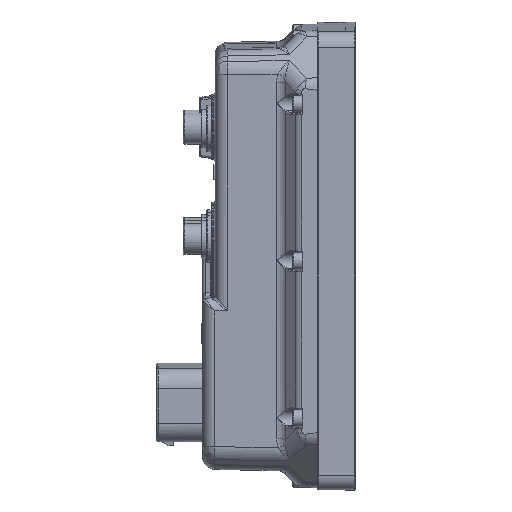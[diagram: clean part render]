
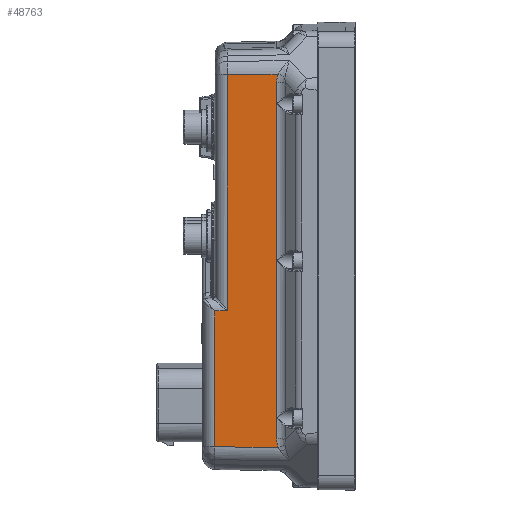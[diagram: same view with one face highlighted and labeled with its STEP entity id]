
A CAD part, left-side view. The second image highlights one B-rep face of the part: STEP entity #48763.
In plain terms, the highlighted face is planar.
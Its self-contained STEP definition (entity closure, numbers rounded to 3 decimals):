
#1858=ELLIPSE('',#53344,17.522,10.);
#1859=ELLIPSE('',#53345,17.522,10.);
#4679=FACE_OUTER_BOUND('',#7828,.T.);
#7828=EDGE_LOOP('',(#39217,#39218,#39219,#39220,#39221,#39222,#39223,#39224));
#14837=LINE('',#97676,#17922);
#14851=LINE('',#97785,#17936);
#14940=LINE('',#98967,#18025);
#14941=LINE('',#98971,#18026);
#14942=LINE('',#98972,#18027);
#14943=LINE('',#98974,#18028);
#17922=VECTOR('',#63371,10.);
#17936=VECTOR('',#63429,10.);
#18025=VECTOR('',#63846,10.);
#18026=VECTOR('',#63849,10.);
#18027=VECTOR('',#63850,10.);
#18028=VECTOR('',#63851,6.);
#21851=VERTEX_POINT('',#97669);
#21853=VERTEX_POINT('',#97675);
#21866=VERTEX_POINT('',#97783);
#22049=VERTEX_POINT('',#98965);
#22050=VERTEX_POINT('',#98966);
#22051=VERTEX_POINT('',#98968);
#22052=VERTEX_POINT('',#98970);
#22053=VERTEX_POINT('',#98973);
#27873=EDGE_CURVE('',#21853,#21851,#14837,.T.);
#27899=EDGE_CURVE('',#21866,#21853,#14851,.T.);
#28140=EDGE_CURVE('',#22049,#22050,#14940,.T.);
#28141=EDGE_CURVE('',#22051,#22049,#1858,.T.);
#28142=EDGE_CURVE('',#22052,#22051,#14941,.T.);
#28143=EDGE_CURVE('',#21851,#22052,#14942,.T.);
#28144=EDGE_CURVE('',#22053,#21866,#14943,.T.);
#28145=EDGE_CURVE('',#22050,#22053,#1859,.T.);
#39217=ORIENTED_EDGE('',*,*,#28140,.F.);
#39218=ORIENTED_EDGE('',*,*,#28141,.F.);
#39219=ORIENTED_EDGE('',*,*,#28142,.F.);
#39220=ORIENTED_EDGE('',*,*,#28143,.F.);
#39221=ORIENTED_EDGE('',*,*,#27873,.F.);
#39222=ORIENTED_EDGE('',*,*,#27899,.F.);
#39223=ORIENTED_EDGE('',*,*,#28144,.F.);
#39224=ORIENTED_EDGE('',*,*,#28145,.F.);
#46806=PLANE('',#53343);
#48763=ADVANCED_FACE('',(#4679),#46806,.T.);
#53343=AXIS2_PLACEMENT_3D('',#98964,#63844,#63845);
#53344=AXIS2_PLACEMENT_3D('',#98969,#63847,#63848);
#53345=AXIS2_PLACEMENT_3D('',#98975,#63852,#63853);
#63371=DIRECTION('',(0.021,0.044,-0.999));
#63429=DIRECTION('',(0.,1.,0.));
#63844=DIRECTION('center_axis',(1.,0.,
0.021));
#63845=DIRECTION('ref_axis',(0.021,0.,-1.));
#63846=DIRECTION('',(0.,-1.,0.));
#63847=DIRECTION('center_axis',(1.,0.,
0.021));
#63848=DIRECTION('ref_axis',(-0.015,0.689,0.725));
#63849=DIRECTION('',(0.021,0.009,-1.));
#63850=DIRECTION('',(0.,1.,0.));
#63851=DIRECTION('',(-0.021,0.009,1.));
#63852=DIRECTION('center_axis',(1.,0.,
0.021));
#63853=DIRECTION('ref_axis',(-0.015,-0.689,0.725));
#97669=CARTESIAN_POINT('',(89.805,57.839,41.184));
#97675=CARTESIAN_POINT('',(89.721,57.664,45.184));
#97676=CARTESIAN_POINT('',(90.023,58.294,30.759));
#97783=CARTESIAN_POINT('',(89.721,13.873,45.184));
#97785=CARTESIAN_POINT('',(89.721,22.831,45.184));
#98964=CARTESIAN_POINT('Origin',(90.416,11.1,12.));
#98965=CARTESIAN_POINT('',(90.139,131.277,25.235));
#98966=CARTESIAN_POINT('',(90.139,16.423,25.235));
#98967=CARTESIAN_POINT('',(90.139,60.887,25.235));
#98968=CARTESIAN_POINT('',(90.148,134.004,24.804));
#98969=CARTESIAN_POINT('Origin',(90.442,124.122,10.79));
#98970=CARTESIAN_POINT('',(89.805,133.862,41.184));
#98971=CARTESIAN_POINT('',(90.405,134.111,12.523));
#98972=CARTESIAN_POINT('',(89.805,42.475,41.184));
#98973=CARTESIAN_POINT('',(90.148,13.696,24.804));
#98974=CARTESIAN_POINT('',(90.417,13.585,11.978));
#98975=CARTESIAN_POINT('Origin',(90.442,23.578,10.79));
